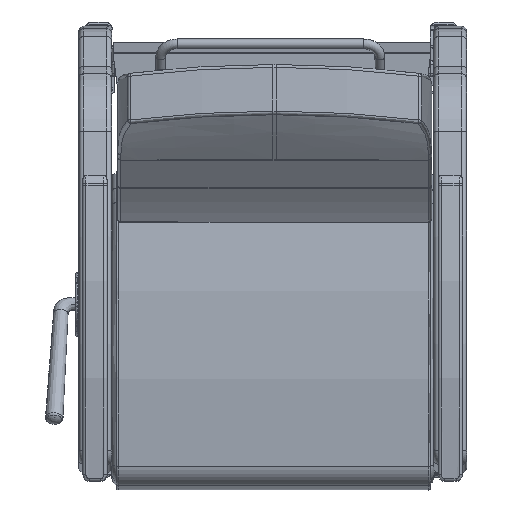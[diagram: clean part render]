
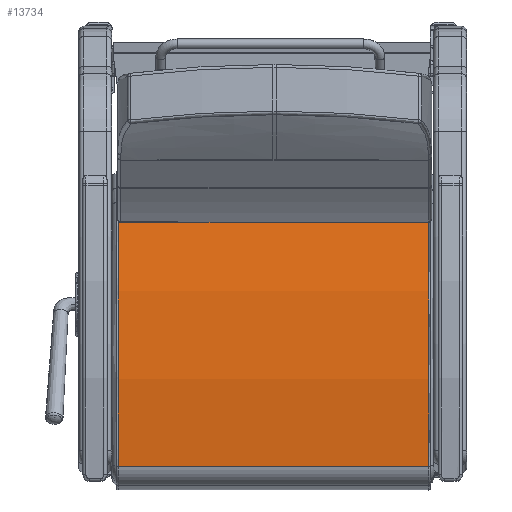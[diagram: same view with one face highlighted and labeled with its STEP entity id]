
A CAD part, front view. The second image highlights one B-rep face of the part: STEP entity #13734.
In plain terms, the highlighted free-form (B-spline) face has degree [3, 1] with [18, 2] control points.
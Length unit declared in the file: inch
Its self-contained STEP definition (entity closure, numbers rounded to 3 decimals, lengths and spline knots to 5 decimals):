
#881=ELLIPSE('',#15667,60.30357,60.25);
#883=ELLIPSE('',#15689,60.30357,60.25);
#2126=LINE('',#38681,#2948);
#2127=LINE('',#38720,#2949);
#2948=VECTOR('',#19825,0.3937);
#2949=VECTOR('',#19828,0.3937);
#3812=FACE_OUTER_BOUND('',#4778,.T.);
#4778=EDGE_LOOP('',(#12536,#12537,#12538,#12539));
#6973=VERTEX_POINT('',#38312);
#6974=VERTEX_POINT('',#38313);
#6993=VERTEX_POINT('',#38680);
#6994=VERTEX_POINT('',#38719);
#8830=EDGE_CURVE('',#6973,#6974,#881,.T.);
#8859=EDGE_CURVE('',#6993,#6974,#2126,.T.);
#8861=EDGE_CURVE('',#6994,#6973,#2127,.T.);
#8862=EDGE_CURVE('',#6993,#6994,#883,.T.);
#12536=ORIENTED_EDGE('',*,*,#8830,.F.);
#12537=ORIENTED_EDGE('',*,*,#8861,.F.);
#12538=ORIENTED_EDGE('',*,*,#8862,.F.);
#12539=ORIENTED_EDGE('',*,*,#8859,.T.);
#12927=B_SPLINE_SURFACE_WITH_KNOTS('',3,1,((#38683,#38684),(#38685,#38686),
(#38687,#38688),(#38689,#38690),(#38691,#38692),(#38693,#38694),(#38695,
#38696),(#38697,#38698),(#38699,#38700),(#38701,#38702),(#38703,#38704),
(#38705,#38706),(#38707,#38708),(#38709,#38710),(#38711,#38712),(#38713,
#38714),(#38715,#38716),(#38717,#38718)),.UNSPECIFIED.,.F.,.F.,.F.,(4,1,
1,1,1,1,1,1,1,1,1,1,1,1,1,4),(2,2),(-1.69612,-1.66826,
-1.6404,-1.62647,-1.59861,-1.58468,
-1.55682,-1.54289,-1.51503,-1.5011,-1.47324,
-1.45931,-1.43145,-1.41752,-1.38966,
-1.3618),(0.,91.44),.UNSPECIFIED.);
#13734=ADVANCED_FACE('',(#3812),#12927,.T.);
#15667=AXIS2_PLACEMENT_3D('',#38314,#19774,#19775);
#15689=AXIS2_PLACEMENT_3D('',#38721,#19829,#19830);
#19774=DIRECTION('center_axis',(0.,0.,
-1.));
#19775=DIRECTION('ref_axis',(1.,0.,0.));
#19825=DIRECTION('',(0.,0.,-1.));
#19828=DIRECTION('',(0.,0.,-1.));
#19829=DIRECTION('center_axis',(0.,0.,1.));
#19830=DIRECTION('ref_axis',(1.,0.,0.));
#38312=CARTESIAN_POINT('',(3.60935,-1.68389,0.124));
#38313=CARTESIAN_POINT('',(23.65848,-2.52291,0.124));
#38314=CARTESIAN_POINT('Origin',(11.14546,-61.46156,0.124));
#38680=CARTESIAN_POINT('',(23.65848,-2.52291,23.876));
#38681=CARTESIAN_POINT('',(23.65848,-2.52291,24.));
#38683=CARTESIAN_POINT('Ctrl Pts',(3.60935,-1.68389,24.));
#38684=CARTESIAN_POINT('Ctrl Pts',(3.60935,-1.68389,-12.));
#38685=CARTESIAN_POINT('Ctrl Pts',(4.16497,-1.61396,24.));
#38686=CARTESIAN_POINT('Ctrl Pts',(4.16497,-1.61396,-12.));
#38687=CARTESIAN_POINT('Ctrl Pts',(5.27817,-1.48959,24.));
#38688=CARTESIAN_POINT('Ctrl Pts',(5.27817,-1.48959,-12.));
#38689=CARTESIAN_POINT('Ctrl Pts',(6.67346,-1.3729,24.));
#38690=CARTESIAN_POINT('Ctrl Pts',(6.67346,-1.3729,-12.));
#38691=CARTESIAN_POINT('Ctrl Pts',(8.07078,-1.28537,24.));
#38692=CARTESIAN_POINT('Ctrl Pts',(8.07078,-1.28537,-12.));
#38693=CARTESIAN_POINT('Ctrl Pts',(9.18994,-1.2387,24.));
#38694=CARTESIAN_POINT('Ctrl Pts',(9.18994,-1.2387,-12.));
#38695=CARTESIAN_POINT('Ctrl Pts',(10.5897,-1.20957,24.));
#38696=CARTESIAN_POINT('Ctrl Pts',(10.5897,-1.20957,-12.));
#38697=CARTESIAN_POINT('Ctrl Pts',(11.70984,-1.20965,24.));
#38698=CARTESIAN_POINT('Ctrl Pts',(11.70984,-1.20965,-12.));
#38699=CARTESIAN_POINT('Ctrl Pts',(13.1096,-1.23898,24.));
#38700=CARTESIAN_POINT('Ctrl Pts',(13.1096,-1.23898,-12.));
#38701=CARTESIAN_POINT('Ctrl Pts',(14.22875,-1.28581,24.));
#38702=CARTESIAN_POINT('Ctrl Pts',(14.22875,-1.28581,-12.));
#38703=CARTESIAN_POINT('Ctrl Pts',(15.62606,-1.37354,24.));
#38704=CARTESIAN_POINT('Ctrl Pts',(15.62606,-1.37354,-12.));
#38705=CARTESIAN_POINT('Ctrl Pts',(16.74228,-1.46705,24.));
#38706=CARTESIAN_POINT('Ctrl Pts',(16.74228,-1.46705,-12.));
#38707=CARTESIAN_POINT('Ctrl Pts',(18.1347,-1.61302,24.));
#38708=CARTESIAN_POINT('Ctrl Pts',(18.1347,-1.61302,-12.));
#38709=CARTESIAN_POINT('Ctrl Pts',(19.24603,-1.75304,24.));
#38710=CARTESIAN_POINT('Ctrl Pts',(19.24603,-1.75304,-12.));
#38711=CARTESIAN_POINT('Ctrl Pts',(20.63114,-1.95701,24.));
#38712=CARTESIAN_POINT('Ctrl Pts',(20.63114,-1.95701,-12.));
#38713=CARTESIAN_POINT('Ctrl Pts',(22.01177,-2.18986,24.));
#38714=CARTESIAN_POINT('Ctrl Pts',(22.01177,-2.18986,-12.));
#38715=CARTESIAN_POINT('Ctrl Pts',(23.11066,-2.40681,24.));
#38716=CARTESIAN_POINT('Ctrl Pts',(23.11066,-2.40681,-12.));
#38717=CARTESIAN_POINT('Ctrl Pts',(23.65848,-2.52291,24.));
#38718=CARTESIAN_POINT('Ctrl Pts',(23.65848,-2.52291,-12.));
#38719=CARTESIAN_POINT('',(3.60935,-1.68389,23.876));
#38720=CARTESIAN_POINT('',(3.60935,-1.68389,24.));
#38721=CARTESIAN_POINT('Origin',(11.14546,-61.46156,23.876));
